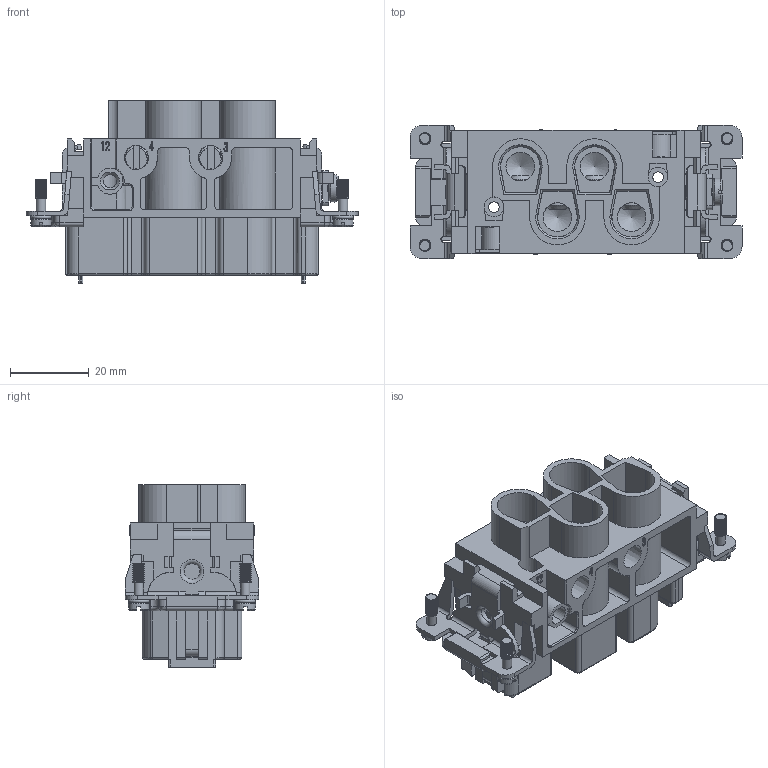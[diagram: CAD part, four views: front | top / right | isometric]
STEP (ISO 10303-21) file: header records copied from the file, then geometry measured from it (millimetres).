
FILE_DESCRIPTION(/* description */ (''),/* implementation_level */ '2;1');
FILE_NAME(/* name */ 'HK-004-0-F.stp',/* time_stamp */ '2023-02-08T23:46:43+08:00',/* author */ (''),/* organization */ (''),/* preprocessor_version */ 'ST-DEVELOPER v16',/* originating_system */ 'SIEMENS PLM Software NX 10.0',/* authorisation */ '');
FILE_SCHEMA (('AUTOMOTIVE_DESIGN { 1 0 10303 214 3 1 1 1 }'));
Products named in the file (1): Admi0A2C26ACroge
Bounding box: 84.2 x 33.8 x 46.3 mm (x, y, z)
Surface area: 37888.3 mm2 (no closed solid volume)
Topology: 0 solids, 1 shells, 1788 faces, 5198 edges, 3396 vertices
Faces by surface type: plane 933, cylinder 524, cone 129, bspline 111, torus 61, extrusion 28, sphere 2
Full cylindrical faces by diameter (mm): 2.4 x8, 2.7 x2, 3 x40, 3.3 x2, 4 x3, 5 x2, 5.3 x4, 5.7 x2, 6 x2, 6.2 x6, 7 x1, 7.3 x4, 8.5 x4, 9.3 x4, 10.1 x4, 10.8 x4
Entity records: 80863 total; most frequent: CARTESIAN_POINT 36598, ORIENTED_EDGE 9836, DIRECTION 8395, EDGE_CURVE 4918, VERTEX_POINT 3260, AXIS2_PLACEMENT_3D 2852, VECTOR 2691, LINE 2663
